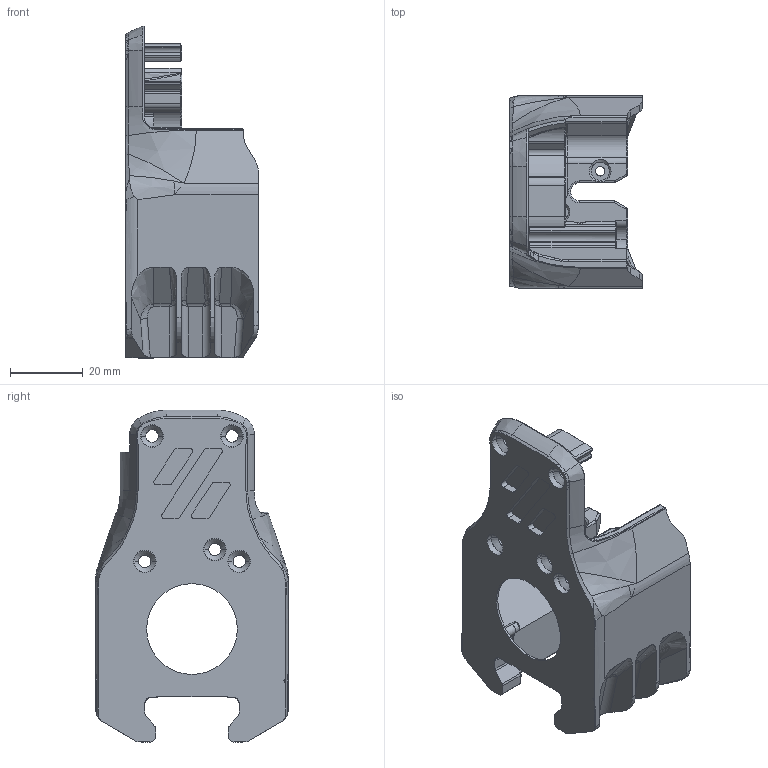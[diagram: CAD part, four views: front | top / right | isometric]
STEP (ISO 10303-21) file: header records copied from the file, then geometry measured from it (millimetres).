
FILE_DESCRIPTION (( 'STEP AP214' ), '1' );
FILE_NAME ('Fanless_Cowling_Skeeter.STEP', '2023-04-23T08:15:48', ( '' ), ( '' ), 'SwSTEP 2.0', 'SolidWorks 2018', '' );
FILE_SCHEMA (( 'AUTOMOTIVE_DESIGN' ));
Length unit declared in the file: millimetre
Products named in the file (1): Fanless_Cowling_Skeeter
Bounding box: 36.49 x 53 x 91.43 mm (x, y, z)
Volume: 34548.3 mm3; surface area: 21880.1 mm2
Topology: 1 solids, 1 shells, 658 faces, 1721 edges, 1053 vertices
Faces by surface type: cylinder 209, plane 184, bspline 135, cone 94, torus 33, sphere 3
Entity records: 33292 total; most frequent: CARTESIAN_POINT 18213, ORIENTED_EDGE 3396, DIRECTION 2876, EDGE_CURVE 1698, AXIS2_PLACEMENT_3D 1066, VERTEX_POINT 1053, LINE 744, VECTOR 744
